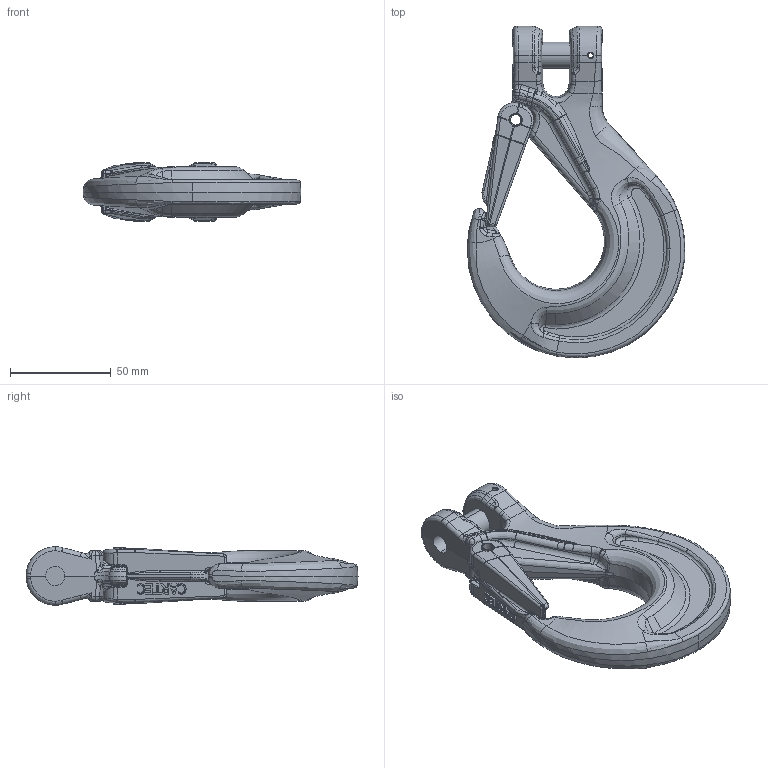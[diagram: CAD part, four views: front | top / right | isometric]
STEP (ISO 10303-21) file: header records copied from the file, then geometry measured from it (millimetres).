
FILE_DESCRIPTION(('STEP AP214'),'1');
FILE_NAME('cb_10.stp','2017-09-27T12:39:48',('TraceParts'),('TraceParts S.A.'),'Spatial InterOp 3D',' ',' ');
FILE_SCHEMA(('automotive_design'));
Length unit declared in the file: millimetre
Products named in the file (5): cb_10_1; cb_10_2; cb_10_3; cb_10_4; cb_10_5
Bounding box: 107.82 x 164.5 x 29 mm (x, y, z)
Volume: 141159.1 mm3; surface area: 36695.7 mm2
Topology: 5 solids, 5 shells, 977 faces, 2424 edges, 1434 vertices
Faces by surface type: bspline 507, cylinder 221, plane 159, torus 44, cone 34, sphere 12
Entity records: 80045 total; most frequent: CARTESIAN_POINT 51711, ORIENTED_EDGE 4804, DIRECTION 3670, EDGE_CURVE 2402, AXIS2_PLACEMENT_3D 1506, VERTEX_POINT 1434, EDGE_LOOP 994, STYLED_ITEM 982
